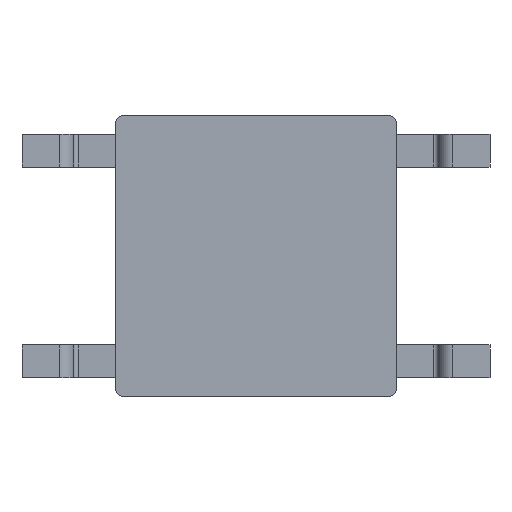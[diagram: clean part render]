
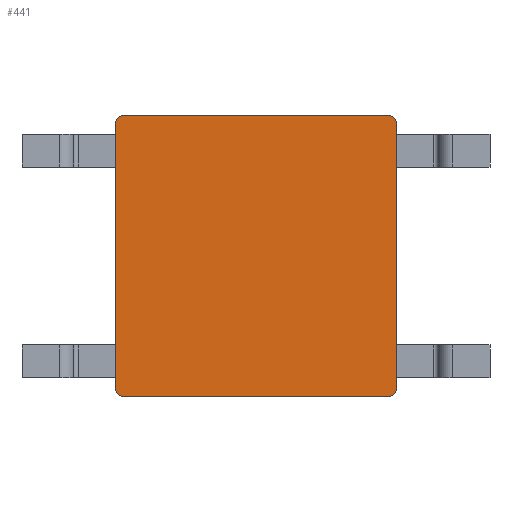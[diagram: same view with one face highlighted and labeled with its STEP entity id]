
A CAD part, front view. The second image highlights one B-rep face of the part: STEP entity #441.
In plain terms, the highlighted planar face has unit normal (0, -1, 0).
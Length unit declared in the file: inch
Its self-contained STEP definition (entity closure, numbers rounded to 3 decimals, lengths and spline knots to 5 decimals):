
#48 = DIRECTION ( 'NONE',  ( 0., 0., 1. ) ) ;
#54 = AXIS2_PLACEMENT_3D ( 'NONE', #812, #1519, #219 ) ;
#71 = DIRECTION ( 'NONE',  ( 0., 0., 1. ) ) ;
#79 = EDGE_CURVE ( 'NONE', #820, #594, #351, .T. ) ;
#110 = AXIS2_PLACEMENT_3D ( 'NONE', #4071, #1144, #2458 ) ;
#219 = DIRECTION ( 'NONE',  ( 0., 0., 1. ) ) ;
#220 = VERTEX_POINT ( 'NONE', #3395 ) ;
#288 = DIRECTION ( 'NONE',  ( 0., 0., -1. ) ) ;
#328 = ORIENTED_EDGE ( 'NONE', *, *, #1448, .T. ) ;
#345 = DIRECTION ( 'NONE',  ( 0., -1., 0. ) ) ;
#351 = LINE ( 'NONE', #1993, #2658 ) ;
#441 = ADVANCED_FACE ( 'NONE', ( #1875 ), #905, .F. ) ;
#463 = VERTEX_POINT ( 'NONE', #3751 ) ;
#493 = CIRCLE ( 'NONE', #1224, 0.00591 ) ;
#511 = EDGE_CURVE ( 'NONE', #220, #1269, #1572, .T. ) ;
#523 = VECTOR ( 'NONE', #3483, 39.37008 ) ;
#594 = VERTEX_POINT ( 'NONE', #2242 ) ;
#655 = DIRECTION ( 'NONE',  ( 0., 1., 0. ) ) ;
#812 = CARTESIAN_POINT ( 'NONE',  ( 0.1122, 0., 0.1122 ) ) ;
#820 = VERTEX_POINT ( 'NONE', #2134 ) ;
#864 = CARTESIAN_POINT ( 'NONE',  ( 0.11811, 0., -0.11811 ) ) ;
#905 = PLANE ( 'NONE',  #1786 ) ;
#1020 = CARTESIAN_POINT ( 'NONE',  ( 0.11811, 0., -0.1122 ) ) ;
#1058 = DIRECTION ( 'NONE',  ( 0., 0., 1. ) ) ;
#1060 = ORIENTED_EDGE ( 'NONE', *, *, #511, .F. ) ;
#1144 = DIRECTION ( 'NONE',  ( 0., -1., 0. ) ) ;
#1145 = EDGE_CURVE ( 'NONE', #463, #1918, #3663, .T. ) ;
#1224 = AXIS2_PLACEMENT_3D ( 'NONE', #2186, #345, #48 ) ;
#1269 = VERTEX_POINT ( 'NONE', #3405 ) ;
#1275 = ORIENTED_EDGE ( 'NONE', *, *, #1373, .F. ) ;
#1373 = EDGE_CURVE ( 'NONE', #1392, #1918, #4067, .T. ) ;
#1392 = VERTEX_POINT ( 'NONE', #1619 ) ;
#1448 = EDGE_CURVE ( 'NONE', #820, #1269, #493, .T. ) ;
#1482 = ORIENTED_EDGE ( 'NONE', *, *, #79, .F. ) ;
#1519 = DIRECTION ( 'NONE',  ( 0., -1., 0. ) ) ;
#1572 = LINE ( 'NONE', #4103, #523 ) ;
#1598 = EDGE_CURVE ( 'NONE', #220, #1941, #3433, .T. ) ;
#1619 = CARTESIAN_POINT ( 'NONE',  ( -0.1122, 0., 0.11811 ) ) ;
#1722 = EDGE_CURVE ( 'NONE', #1392, #594, #2830, .T. ) ;
#1786 = AXIS2_PLACEMENT_3D ( 'NONE', #2170, #655, #3205 ) ;
#1875 = FACE_OUTER_BOUND ( 'NONE', #2054, .T. ) ;
#1918 = VERTEX_POINT ( 'NONE', #4105 ) ;
#1941 = VERTEX_POINT ( 'NONE', #1020 ) ;
#1993 = CARTESIAN_POINT ( 'NONE',  ( -0.11811, 0., -0.11811 ) ) ;
#2043 = DIRECTION ( 'NONE',  ( 0., -1., 0. ) ) ;
#2054 = EDGE_LOOP ( 'NONE', ( #2639, #3747, #1275, #2301, #1482, #328, #1060, #3803 ) ) ;
#2134 = CARTESIAN_POINT ( 'NONE',  ( -0.11811, 0., -0.1122 ) ) ;
#2170 = CARTESIAN_POINT ( 'NONE',  ( 0., 0., 0. ) ) ;
#2186 = CARTESIAN_POINT ( 'NONE',  ( -0.1122, 0., -0.1122 ) ) ;
#2242 = CARTESIAN_POINT ( 'NONE',  ( -0.11811, 0., 0.1122 ) ) ;
#2301 = ORIENTED_EDGE ( 'NONE', *, *, #1722, .T. ) ;
#2458 = DIRECTION ( 'NONE',  ( 0., 0., 1. ) ) ;
#2639 = ORIENTED_EDGE ( 'NONE', *, *, #3027, .F. ) ;
#2658 = VECTOR ( 'NONE', #1058, 39.37008 ) ;
#2763 = AXIS2_PLACEMENT_3D ( 'NONE', #3904, #2043, #71 ) ;
#2829 = VECTOR ( 'NONE', #288, 39.37008 ) ;
#2830 = CIRCLE ( 'NONE', #110, 0.00591 ) ;
#3027 = EDGE_CURVE ( 'NONE', #463, #1941, #3153, .T. ) ;
#3153 = LINE ( 'NONE', #864, #2829 ) ;
#3205 = DIRECTION ( 'NONE',  ( 1., 0., 0. ) ) ;
#3395 = CARTESIAN_POINT ( 'NONE',  ( 0.1122, 0., -0.11811 ) ) ;
#3405 = CARTESIAN_POINT ( 'NONE',  ( -0.1122, 0., -0.11811 ) ) ;
#3433 = CIRCLE ( 'NONE', #2763, 0.00591 ) ;
#3483 = DIRECTION ( 'NONE',  ( -1., 0., 0. ) ) ;
#3490 = DIRECTION ( 'NONE',  ( 1., 0., 0. ) ) ;
#3505 = VECTOR ( 'NONE', #3490, 39.37008 ) ;
#3663 = CIRCLE ( 'NONE', #54, 0.00591 ) ;
#3747 = ORIENTED_EDGE ( 'NONE', *, *, #1145, .T. ) ;
#3751 = CARTESIAN_POINT ( 'NONE',  ( 0.11811, 0., 0.1122 ) ) ;
#3801 = CARTESIAN_POINT ( 'NONE',  ( -0.11811, 0., 0.11811 ) ) ;
#3803 = ORIENTED_EDGE ( 'NONE', *, *, #1598, .T. ) ;
#3904 = CARTESIAN_POINT ( 'NONE',  ( 0.1122, 0., -0.1122 ) ) ;
#4067 = LINE ( 'NONE', #3801, #3505 ) ;
#4071 = CARTESIAN_POINT ( 'NONE',  ( -0.1122, 0., 0.1122 ) ) ;
#4103 = CARTESIAN_POINT ( 'NONE',  ( -0.11811, 0., -0.11811 ) ) ;
#4105 = CARTESIAN_POINT ( 'NONE',  ( 0.1122, 0., 0.11811 ) ) ;
